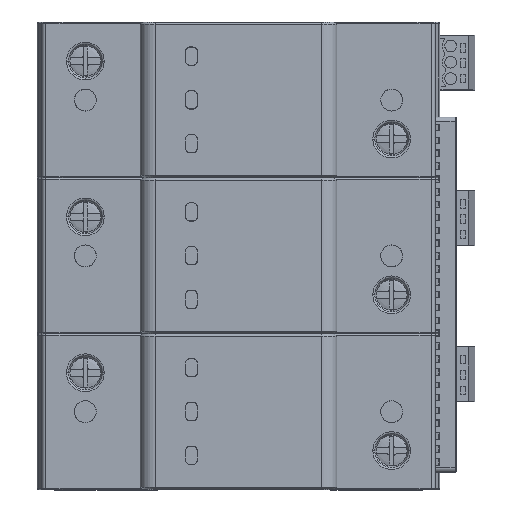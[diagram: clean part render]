
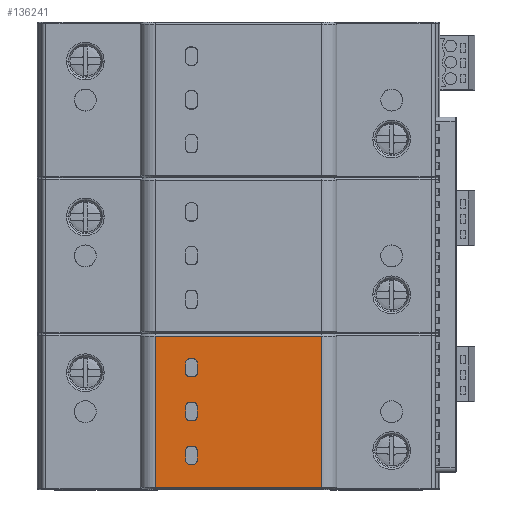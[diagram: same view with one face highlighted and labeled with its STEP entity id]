
A CAD part, top view. The second image highlights one B-rep face of the part: STEP entity #136241.
In plain terms, the highlighted planar face has unit normal (0, 0, 1).
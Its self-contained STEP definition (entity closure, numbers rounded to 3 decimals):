
#16987=DIRECTION('',(-1.,0.,0.));
#16988=VECTOR('',#16987,38.);
#16989=CARTESIAN_POINT('',(63.9,34.95,31.607));
#16990=LINE('',#16989,#16988);
#31523=DIRECTION('',(0.,-1.,0.));
#31524=VECTOR('',#31523,34.5);
#31525=CARTESIAN_POINT('',(25.9,34.95,31.607));
#31526=LINE('',#31525,#31524);
#31527=CARTESIAN_POINT('',(33.8,16.6,31.607));
#31528=DIRECTION('',(0.,0.,1.));
#31529=DIRECTION('',(-1.,0.,0.));
#31530=AXIS2_PLACEMENT_3D('',#31527,#31528,#31529);
#31532=CARTESIAN_POINT('',(34.5,16.6,31.607));
#31533=DIRECTION('',(0.,0.,1.));
#31534=DIRECTION('',(0.,-1.,0.));
#31535=AXIS2_PLACEMENT_3D('',#31532,#31533,#31534);
#31537=CARTESIAN_POINT('',(34.5,18.8,31.607));
#31538=DIRECTION('',(0.,0.,1.));
#31539=DIRECTION('',(1.,0.,0.));
#31540=AXIS2_PLACEMENT_3D('',#31537,#31538,#31539);
#31542=CARTESIAN_POINT('',(33.8,18.8,31.607));
#31543=DIRECTION('',(0.,0.,1.));
#31544=DIRECTION('',(0.,1.,0.));
#31545=AXIS2_PLACEMENT_3D('',#31542,#31543,#31544);
#31547=CARTESIAN_POINT('',(33.8,6.6,31.607));
#31548=DIRECTION('',(0.,0.,1.));
#31549=DIRECTION('',(-1.,0.,0.));
#31550=AXIS2_PLACEMENT_3D('',#31547,#31548,#31549);
#31552=CARTESIAN_POINT('',(34.5,6.6,31.607));
#31553=DIRECTION('',(0.,0.,1.));
#31554=DIRECTION('',(0.,-1.,0.));
#31555=AXIS2_PLACEMENT_3D('',#31552,#31553,#31554);
#31557=CARTESIAN_POINT('',(34.5,8.8,31.607));
#31558=DIRECTION('',(0.,0.,1.));
#31559=DIRECTION('',(1.,0.,0.));
#31560=AXIS2_PLACEMENT_3D('',#31557,#31558,#31559);
#31562=CARTESIAN_POINT('',(33.8,8.8,31.607));
#31563=DIRECTION('',(0.,0.,1.));
#31564=DIRECTION('',(0.,1.,0.));
#31565=AXIS2_PLACEMENT_3D('',#31562,#31563,#31564);
#31567=CARTESIAN_POINT('',(33.8,26.6,31.607));
#31568=DIRECTION('',(0.,0.,1.));
#31569=DIRECTION('',(-1.,0.,0.));
#31570=AXIS2_PLACEMENT_3D('',#31567,#31568,#31569);
#31572=CARTESIAN_POINT('',(34.5,26.6,31.607));
#31573=DIRECTION('',(0.,0.,1.));
#31574=DIRECTION('',(0.,-1.,0.));
#31575=AXIS2_PLACEMENT_3D('',#31572,#31573,#31574);
#31577=CARTESIAN_POINT('',(34.5,28.8,31.607));
#31578=DIRECTION('',(0.,0.,1.));
#31579=DIRECTION('',(1.,0.,0.));
#31580=AXIS2_PLACEMENT_3D('',#31577,#31578,#31579);
#31582=CARTESIAN_POINT('',(33.8,28.8,31.607));
#31583=DIRECTION('',(0.,0.,1.));
#31584=DIRECTION('',(0.,1.,0.));
#31585=AXIS2_PLACEMENT_3D('',#31582,#31583,#31584);
#31587=DIRECTION('',(0.,1.,0.));
#31588=VECTOR('',#31587,34.5);
#31589=CARTESIAN_POINT('',(63.9,0.45,31.607));
#31590=LINE('',#31589,#31588);
#31612=DIRECTION('',(1.,0.,0.));
#31613=VECTOR('',#31612,38.);
#31614=CARTESIAN_POINT('',(25.9,0.45,31.607));
#31615=LINE('',#31614,#31613);
#31675=DIRECTION('',(0.,1.,0.));
#31676=VECTOR('',#31675,2.2);
#31677=CARTESIAN_POINT('',(32.8,16.6,31.607));
#31678=LINE('',#31677,#31676);
#31706=DIRECTION('',(1.,0.,0.));
#31707=VECTOR('',#31706,0.7);
#31708=CARTESIAN_POINT('',(33.8,19.8,31.607));
#31709=LINE('',#31708,#31707);
#31737=DIRECTION('',(0.,-1.,0.));
#31738=VECTOR('',#31737,2.2);
#31739=CARTESIAN_POINT('',(35.5,18.8,31.607));
#31740=LINE('',#31739,#31738);
#31768=DIRECTION('',(-1.,0.,0.));
#31769=VECTOR('',#31768,0.7);
#31770=CARTESIAN_POINT('',(34.5,15.6,31.607));
#31771=LINE('',#31770,#31769);
#31835=DIRECTION('',(0.,1.,0.));
#31836=VECTOR('',#31835,2.2);
#31837=CARTESIAN_POINT('',(32.8,6.6,31.607));
#31838=LINE('',#31837,#31836);
#31866=DIRECTION('',(1.,0.,0.));
#31867=VECTOR('',#31866,0.7);
#31868=CARTESIAN_POINT('',(33.8,9.8,31.607));
#31869=LINE('',#31868,#31867);
#31897=DIRECTION('',(0.,-1.,0.));
#31898=VECTOR('',#31897,2.2);
#31899=CARTESIAN_POINT('',(35.5,8.8,31.607));
#31900=LINE('',#31899,#31898);
#31928=DIRECTION('',(-1.,0.,0.));
#31929=VECTOR('',#31928,0.7);
#31930=CARTESIAN_POINT('',(34.5,5.6,31.607));
#31931=LINE('',#31930,#31929);
#31995=DIRECTION('',(0.,1.,0.));
#31996=VECTOR('',#31995,2.2);
#31997=CARTESIAN_POINT('',(32.8,26.6,31.607));
#31998=LINE('',#31997,#31996);
#32026=DIRECTION('',(1.,0.,0.));
#32027=VECTOR('',#32026,0.7);
#32028=CARTESIAN_POINT('',(33.8,29.8,31.607));
#32029=LINE('',#32028,#32027);
#32057=DIRECTION('',(0.,-1.,0.));
#32058=VECTOR('',#32057,2.2);
#32059=CARTESIAN_POINT('',(35.5,28.8,31.607));
#32060=LINE('',#32059,#32058);
#32088=DIRECTION('',(-1.,0.,0.));
#32089=VECTOR('',#32088,0.7);
#32090=CARTESIAN_POINT('',(34.5,25.6,31.607));
#32091=LINE('',#32090,#32089);
#81794=CARTESIAN_POINT('',(25.9,0.45,31.607));
#81795=VERTEX_POINT('',#81794);
#81796=CARTESIAN_POINT('',(63.9,0.45,31.607));
#81797=VERTEX_POINT('',#81796);
#81822=CARTESIAN_POINT('',(63.9,34.95,31.607));
#81823=VERTEX_POINT('',#81822);
#81824=CARTESIAN_POINT('',(25.9,34.95,31.607));
#81825=VERTEX_POINT('',#81824);
#81826=CARTESIAN_POINT('',(32.8,16.6,31.607));
#81827=CARTESIAN_POINT('',(32.8,18.8,31.607));
#81828=VERTEX_POINT('',#81826);
#81829=VERTEX_POINT('',#81827);
#81830=CARTESIAN_POINT('',(33.8,15.6,31.607));
#81831=VERTEX_POINT('',#81830);
#81832=CARTESIAN_POINT('',(34.5,15.6,31.607));
#81833=VERTEX_POINT('',#81832);
#81834=CARTESIAN_POINT('',(35.5,16.6,31.607));
#81835=VERTEX_POINT('',#81834);
#81836=CARTESIAN_POINT('',(35.5,18.8,31.607));
#81837=VERTEX_POINT('',#81836);
#81838=CARTESIAN_POINT('',(34.5,19.8,31.607));
#81839=VERTEX_POINT('',#81838);
#81840=CARTESIAN_POINT('',(33.8,19.8,31.607));
#81841=VERTEX_POINT('',#81840);
#81842=CARTESIAN_POINT('',(32.8,6.6,31.607));
#81843=CARTESIAN_POINT('',(32.8,8.8,31.607));
#81844=VERTEX_POINT('',#81842);
#81845=VERTEX_POINT('',#81843);
#81846=CARTESIAN_POINT('',(33.8,5.6,31.607));
#81847=VERTEX_POINT('',#81846);
#81848=CARTESIAN_POINT('',(34.5,5.6,31.607));
#81849=VERTEX_POINT('',#81848);
#81850=CARTESIAN_POINT('',(35.5,6.6,31.607));
#81851=VERTEX_POINT('',#81850);
#81852=CARTESIAN_POINT('',(35.5,8.8,31.607));
#81853=VERTEX_POINT('',#81852);
#81854=CARTESIAN_POINT('',(34.5,9.8,31.607));
#81855=VERTEX_POINT('',#81854);
#81856=CARTESIAN_POINT('',(33.8,9.8,31.607));
#81857=VERTEX_POINT('',#81856);
#81858=CARTESIAN_POINT('',(32.8,26.6,31.607));
#81859=CARTESIAN_POINT('',(32.8,28.8,31.607));
#81860=VERTEX_POINT('',#81858);
#81861=VERTEX_POINT('',#81859);
#81862=CARTESIAN_POINT('',(33.8,25.6,31.607));
#81863=VERTEX_POINT('',#81862);
#81864=CARTESIAN_POINT('',(34.5,25.6,31.607));
#81865=VERTEX_POINT('',#81864);
#81866=CARTESIAN_POINT('',(35.5,26.6,31.607));
#81867=VERTEX_POINT('',#81866);
#81868=CARTESIAN_POINT('',(35.5,28.8,31.607));
#81869=VERTEX_POINT('',#81868);
#81870=CARTESIAN_POINT('',(34.5,29.8,31.607));
#81871=VERTEX_POINT('',#81870);
#81872=CARTESIAN_POINT('',(33.8,29.8,31.607));
#81873=VERTEX_POINT('',#81872);
#136174=CARTESIAN_POINT('',(44.9,17.7,31.607));
#136175=DIRECTION('',(0.,0.,1.));
#136176=DIRECTION('',(-1.,0.,0.));
#136177=AXIS2_PLACEMENT_3D('',#136174,#136175,#136176);
#136178=PLANE('',#136177);
#136179=ORIENTED_EDGE('',*,*,#136167,.F.);
#136180=ORIENTED_EDGE('',*,*,#118386,.F.);
#136182=ORIENTED_EDGE('',*,*,#136181,.F.);
#136184=ORIENTED_EDGE('',*,*,#136183,.F.);
#136185=EDGE_LOOP('',(#136179,#136180,#136182,#136184));
#136186=FACE_OUTER_BOUND('',#136185,.F.);
#136188=ORIENTED_EDGE('',*,*,#136187,.F.);
#136190=ORIENTED_EDGE('',*,*,#136189,.T.);
#136192=ORIENTED_EDGE('',*,*,#136191,.F.);
#136194=ORIENTED_EDGE('',*,*,#136193,.T.);
#136196=ORIENTED_EDGE('',*,*,#136195,.F.);
#136198=ORIENTED_EDGE('',*,*,#136197,.T.);
#136200=ORIENTED_EDGE('',*,*,#136199,.F.);
#136202=ORIENTED_EDGE('',*,*,#136201,.T.);
#136203=EDGE_LOOP('',(#136188,#136190,#136192,#136194,#136196,#136198,#136200,
#136202));
#136204=FACE_BOUND('',#136203,.F.);
#136206=ORIENTED_EDGE('',*,*,#136205,.F.);
#136208=ORIENTED_EDGE('',*,*,#136207,.T.);
#136210=ORIENTED_EDGE('',*,*,#136209,.F.);
#136212=ORIENTED_EDGE('',*,*,#136211,.T.);
#136214=ORIENTED_EDGE('',*,*,#136213,.F.);
#136216=ORIENTED_EDGE('',*,*,#136215,.T.);
#136218=ORIENTED_EDGE('',*,*,#136217,.F.);
#136220=ORIENTED_EDGE('',*,*,#136219,.T.);
#136221=EDGE_LOOP('',(#136206,#136208,#136210,#136212,#136214,#136216,#136218,
#136220));
#136222=FACE_BOUND('',#136221,.F.);
#136224=ORIENTED_EDGE('',*,*,#136223,.F.);
#136226=ORIENTED_EDGE('',*,*,#136225,.T.);
#136228=ORIENTED_EDGE('',*,*,#136227,.F.);
#136230=ORIENTED_EDGE('',*,*,#136229,.T.);
#136232=ORIENTED_EDGE('',*,*,#136231,.F.);
#136234=ORIENTED_EDGE('',*,*,#136233,.T.);
#136236=ORIENTED_EDGE('',*,*,#136235,.F.);
#136238=ORIENTED_EDGE('',*,*,#136237,.T.);
#136239=EDGE_LOOP('',(#136224,#136226,#136228,#136230,#136232,#136234,#136236,
#136238));
#136240=FACE_BOUND('',#136239,.F.);
#136241=ADVANCED_FACE('',(#136186,#136204,#136222,#136240),#136178,.T.);
#31531=CIRCLE('',#31530,1.);
#31536=CIRCLE('',#31535,1.);
#31541=CIRCLE('',#31540,1.);
#31546=CIRCLE('',#31545,1.);
#31551=CIRCLE('',#31550,1.);
#31556=CIRCLE('',#31555,1.);
#31561=CIRCLE('',#31560,1.);
#31566=CIRCLE('',#31565,1.);
#31571=CIRCLE('',#31570,1.);
#31576=CIRCLE('',#31575,1.);
#31581=CIRCLE('',#31580,1.);
#31586=CIRCLE('',#31585,1.);
#118386=EDGE_CURVE('',#81823,#81825,#16990,.T.);
#136167=EDGE_CURVE('',#81825,#81795,#31526,.T.);
#136181=EDGE_CURVE('',#81797,#81823,#31590,.T.);
#136183=EDGE_CURVE('',#81795,#81797,#31615,.T.);
#136187=EDGE_CURVE('',#81828,#81829,#31678,.T.);
#136189=EDGE_CURVE('',#81828,#81831,#31531,.T.);
#136191=EDGE_CURVE('',#81833,#81831,#31771,.T.);
#136193=EDGE_CURVE('',#81833,#81835,#31536,.T.);
#136195=EDGE_CURVE('',#81837,#81835,#31740,.T.);
#136197=EDGE_CURVE('',#81837,#81839,#31541,.T.);
#136199=EDGE_CURVE('',#81841,#81839,#31709,.T.);
#136201=EDGE_CURVE('',#81841,#81829,#31546,.T.);
#136205=EDGE_CURVE('',#81844,#81845,#31838,.T.);
#136207=EDGE_CURVE('',#81844,#81847,#31551,.T.);
#136209=EDGE_CURVE('',#81849,#81847,#31931,.T.);
#136211=EDGE_CURVE('',#81849,#81851,#31556,.T.);
#136213=EDGE_CURVE('',#81853,#81851,#31900,.T.);
#136215=EDGE_CURVE('',#81853,#81855,#31561,.T.);
#136217=EDGE_CURVE('',#81857,#81855,#31869,.T.);
#136219=EDGE_CURVE('',#81857,#81845,#31566,.T.);
#136223=EDGE_CURVE('',#81860,#81861,#31998,.T.);
#136225=EDGE_CURVE('',#81860,#81863,#31571,.T.);
#136227=EDGE_CURVE('',#81865,#81863,#32091,.T.);
#136229=EDGE_CURVE('',#81865,#81867,#31576,.T.);
#136231=EDGE_CURVE('',#81869,#81867,#32060,.T.);
#136233=EDGE_CURVE('',#81869,#81871,#31581,.T.);
#136235=EDGE_CURVE('',#81873,#81871,#32029,.T.);
#136237=EDGE_CURVE('',#81873,#81861,#31586,.T.);
